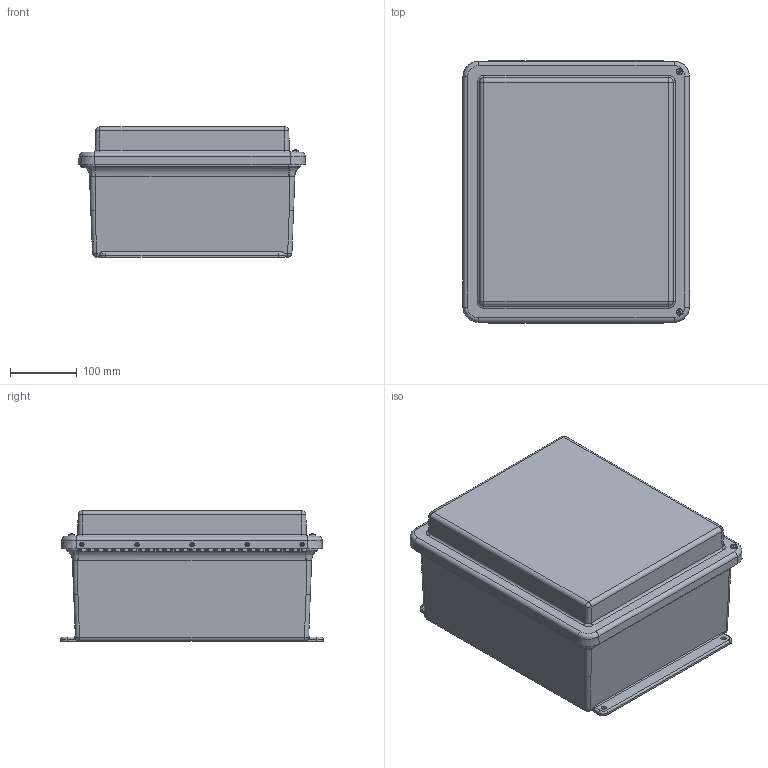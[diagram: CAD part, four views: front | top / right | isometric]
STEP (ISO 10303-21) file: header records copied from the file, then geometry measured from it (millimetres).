
FILE_DESCRIPTION (( 'STEP AP214' ), '1' );
FILE_NAME ('MR1412HW.STEP', '2018-11-06T18:52:14', ( '' ), ( '' ), 'SwSTEP 2.0', 'SolidWorks 2018', '' );
FILE_SCHEMA (( 'AUTOMOTIVE_DESIGN' ));
Length unit declared in the file: inch
Products named in the file (1): MR1412HW
Bounding box: 340.45 x 393.7 x 195.65 mm (x, y, z)
Volume: 1946900.4 mm3; surface area: 1103900.2 mm2
Topology: 24 solids, 24 shells, 925 faces, 2316 edges, 1473 vertices
Faces by surface type: cylinder 354, plane 340, cone 139, bspline 80, torus 12
Full cylindrical faces by diameter (mm): 2.159 x55, 3.175 x10, 3.327 x10, 3.556 x10, 3.683 x2, 3.861 x8, 3.962 x7, 3.967 x40, 4.826 x40, 5.537 x4, 6.35 x10, 6.858 x6
Entity records: 41435 total; most frequent: CARTESIAN_POINT 8717, DIRECTION 4140, ORIENTED_EDGE 3820, EDGE_CURVE 1910, AXIS2_PLACEMENT_3D 1615, EDGE_LOOP 1428, VERTEX_POINT 1372, FACE_OUTER_BOUND 1127
